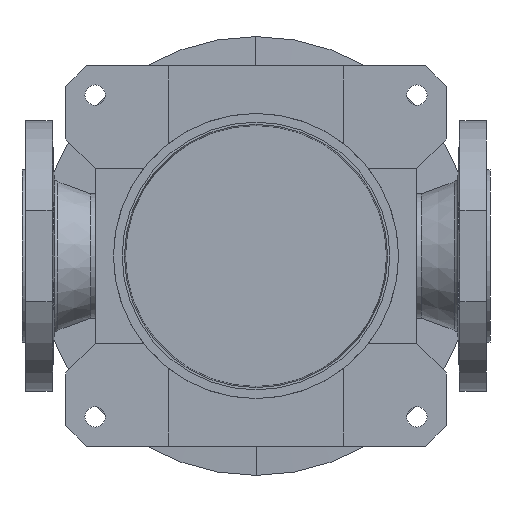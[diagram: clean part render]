
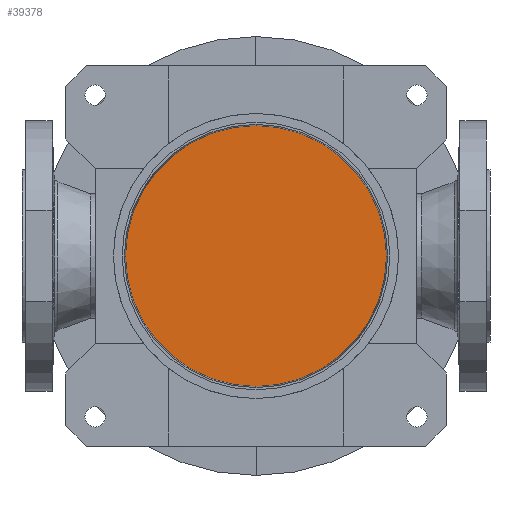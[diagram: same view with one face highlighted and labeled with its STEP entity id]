
A CAD part, front view. The second image highlights one B-rep face of the part: STEP entity #39378.
In plain terms, the highlighted planar face has unit normal (0, -1, 0).
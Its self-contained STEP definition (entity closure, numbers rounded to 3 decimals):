
#33 = ORIENTED_EDGE ( 'NONE', *, *, #18279, .F. ) ;
#4321 = DIRECTION ( 'NONE',  ( 0., 1., 0. ) ) ;
#8651 = DIRECTION ( 'NONE',  ( 0., -1., 0. ) ) ;
#10027 = DIRECTION ( 'NONE',  ( 0., 0., 1. ) ) ;
#10903 = CARTESIAN_POINT ( 'NONE',  ( 0., -46., 0. ) ) ;
#15365 = CARTESIAN_POINT ( 'NONE',  ( 0., -46., 0. ) ) ;
#17671 = CARTESIAN_POINT ( 'NONE',  ( 0., -46., 89.214 ) ) ;
#18279 = EDGE_CURVE ( 'NONE', #66109, #30982, #32827, .T. ) ;
#22554 = CIRCLE ( 'NONE', #79927, 89.214 ) ;
#30982 = VERTEX_POINT ( 'NONE', #17671 ) ;
#32827 = CIRCLE ( 'NONE', #44298, 89.214 ) ;
#37917 = CARTESIAN_POINT ( 'NONE',  ( 0., -46., -89.214 ) ) ;
#39378 = ADVANCED_FACE ( 'NONE', ( #71031 ), #56226, .T. ) ;
#44134 = DIRECTION ( 'NONE',  ( 0., 1., 0. ) ) ;
#44298 = AXIS2_PLACEMENT_3D ( 'NONE', #10903, #44134, #10027 ) ;
#49057 = DIRECTION ( 'NONE',  ( 0., 0., -1. ) ) ;
#53921 = ORIENTED_EDGE ( 'NONE', *, *, #61009, .F. ) ;
#56226 = PLANE ( 'NONE',  #73528 ) ;
#58193 = DIRECTION ( 'NONE',  ( 0., 0., 1. ) ) ;
#59848 = EDGE_LOOP ( 'NONE', ( #33, #53921 ) ) ;
#61009 = EDGE_CURVE ( 'NONE', #30982, #66109, #22554, .T. ) ;
#66109 = VERTEX_POINT ( 'NONE', #37917 ) ;
#71031 = FACE_OUTER_BOUND ( 'NONE', #59848, .T. ) ;
#73528 = AXIS2_PLACEMENT_3D ( 'NONE', #15365, #8651, #49057 ) ;
#79927 = AXIS2_PLACEMENT_3D ( 'NONE', #80188, #4321, #58193 ) ;
#80188 = CARTESIAN_POINT ( 'NONE',  ( 0., -46., 0. ) ) ;
